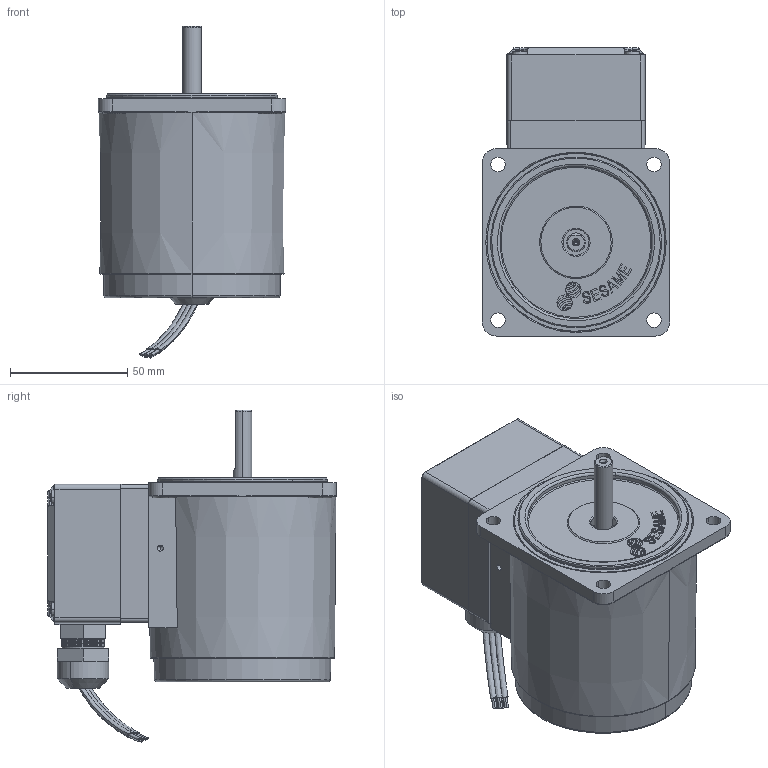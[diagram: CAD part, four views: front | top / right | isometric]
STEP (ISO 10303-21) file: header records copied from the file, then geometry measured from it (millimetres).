
FILE_DESCRIPTION (( 'STEP AP203' ), '1' );
FILE_NAME ('4TK10CA-¡¼P-5CB20¡¼3000Z0.STEP', '2018-04-23T03:08:09', ( '' ), ( '' ), 'SwSTEP 2.0', 'SolidWorks 2010', '' );
FILE_SCHEMA (( 'CONFIG_CONTROL_DESIGN' ));
Length unit declared in the file: millimetre
Products named in the file (11): M425TsA_成品; Ts下墊片; Ts上蓋; 4TK10CA-〖P-5CB20〖3000Z0; C475-C473_C475成品-車工; 25A_3.研磨; 成品180度; Ts下蓋; 出線頭 Ver.2; 圓頭十字螺絲 M3 x 40 --40N_JIS B 1111 Binding head screw M3 x 40 --40N; 出口線-5條TK-C
Assembly tree (13 placements, depth 3):
  4TK10CA-〖P-5CB20〖3000Z0
    C475-C473_C475成品-車工
    出口線-5條TK-C
    25A_3.研磨
    M425TsA_成品
    成品180度
      Ts上蓋
      Ts下蓋
      圓頭十字螺絲 M3 x 40 --40N_JIS B 1111 Binding head screw M3 x 40 --40N  x4
      Ts下墊片
      出線頭 Ver.2
Bounding box: 80 x 123 x 141.72 mm (x, y, z)
Volume: 256273.3 mm3; surface area: 102420.1 mm2
Topology: 14 solids, 14 shells, 2664 faces, 6955 edges, 4366 vertices
Faces by surface type: cone 1332, cylinder 931, plane 285, bspline 55, torus 53, sphere 8
Entity records: 40160 total; most frequent: CARTESIAN_POINT 10018, DIRECTION 6601, ORIENTED_EDGE 5870, EDGE_CURVE 2935, AXIS2_PLACEMENT_3D 2677, VERTEX_POINT 1861, CIRCLE 1563, EDGE_LOOP 1248
